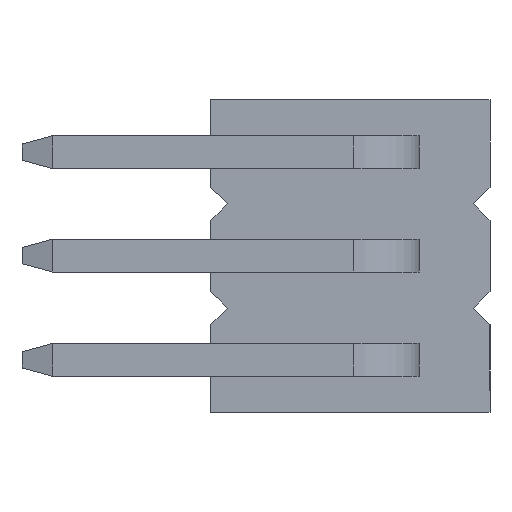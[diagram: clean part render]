
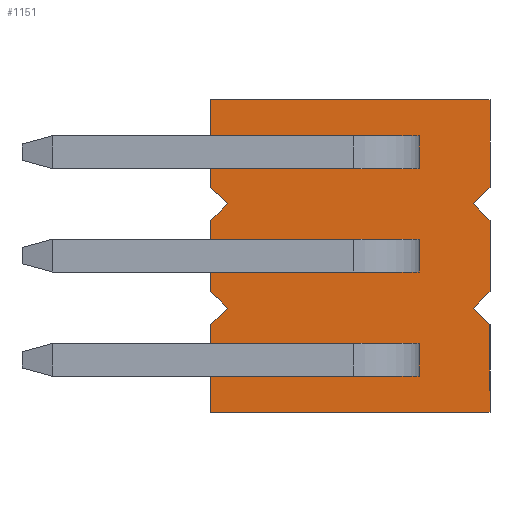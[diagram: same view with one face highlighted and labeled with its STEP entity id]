
A CAD part, front view. The second image highlights one B-rep face of the part: STEP entity #1151.
In plain terms, the highlighted planar face has unit normal (0, -1, 0).
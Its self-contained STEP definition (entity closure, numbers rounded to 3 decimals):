
#8 = VECTOR ( 'NONE', #354, 1000. ) ;
#42 = CARTESIAN_POINT ( 'NONE',  ( 3.4, 0., 0. ) ) ;
#44 = CARTESIAN_POINT ( 'NONE',  ( 1.37, 0., 2.44 ) ) ;
#49 = DIRECTION ( 'NONE',  ( -0.707, 0., -0.707 ) ) ;
#50 = VERTEX_POINT ( 'NONE', #1626 ) ;
#57 = ORIENTED_EDGE ( 'NONE', *, *, #1789, .T. ) ;
#59 = LINE ( 'NONE', #1214, #1808 ) ;
#93 = CARTESIAN_POINT ( 'NONE',  ( 0., 0., 0. ) ) ;
#100 = CARTESIAN_POINT ( 'NONE',  ( 0., 0., 3.81 ) ) ;
#114 = CARTESIAN_POINT ( 'NONE',  ( 0.2, 0., 2.54 ) ) ;
#140 = EDGE_CURVE ( 'NONE', #1682, #1126, #59, .T. ) ;
#147 = CARTESIAN_POINT ( 'NONE',  ( 3.4, 0., 2.74 ) ) ;
#149 = CARTESIAN_POINT ( 'NONE',  ( 3.4, 0., 3.81 ) ) ;
#180 = CARTESIAN_POINT ( 'NONE',  ( 2.87, 0., 0.94 ) ) ;
#181 = CARTESIAN_POINT ( 'NONE',  ( 0., 0., 0. ) ) ;
#188 = ORIENTED_EDGE ( 'NONE', *, *, #840, .T. ) ;
#195 = EDGE_CURVE ( 'NONE', #1005, #1126, #1785, .T. ) ;
#223 = CARTESIAN_POINT ( 'NONE',  ( 0.735, 0., 3.075 ) ) ;
#226 = CARTESIAN_POINT ( 'NONE',  ( 0., 0., 3.81 ) ) ;
#243 = VECTOR ( 'NONE', #49, 1000. ) ;
#253 = EDGE_CURVE ( 'NONE', #334, #892, #1098, .T. ) ;
#264 = CARTESIAN_POINT ( 'NONE',  ( -1.17, 0., 2.64 ) ) ;
#265 = EDGE_CURVE ( 'NONE', #1781, #785, #893, .T. ) ;
#316 = VECTOR ( 'NONE', #1082, 1000. ) ;
#320 = DIRECTION ( 'NONE',  ( 0., 0., -1. ) ) ;
#325 = VERTEX_POINT ( 'NONE', #100 ) ;
#327 = ORIENTED_EDGE ( 'NONE', *, *, #253, .T. ) ;
#334 = VERTEX_POINT ( 'NONE', #849 ) ;
#335 = DIRECTION ( 'NONE',  ( 0., 0., -1. ) ) ;
#348 = CARTESIAN_POINT ( 'NONE',  ( 0., 0., 3.81 ) ) ;
#354 = DIRECTION ( 'NONE',  ( 0.707, 0., 0.707 ) ) ;
#369 = DIRECTION ( 'NONE',  ( 0., 0., -1. ) ) ;
#459 = ORIENTED_EDGE ( 'NONE', *, *, #1763, .T. ) ;
#473 = EDGE_CURVE ( 'NONE', #1030, #1738, #1515, .T. ) ;
#481 = DIRECTION ( 'NONE',  ( 0., 1., 0. ) ) ;
#483 = DIRECTION ( 'NONE',  ( 0.707, 0., 0.707 ) ) ;
#488 = DIRECTION ( 'NONE',  ( 1., 0., 0. ) ) ;
#495 = EDGE_CURVE ( 'NONE', #1030, #1441, #1260, .T. ) ;
#499 = FACE_OUTER_BOUND ( 'NONE', #1498, .T. ) ;
#509 = DIRECTION ( 'NONE',  ( 0., 0., -1. ) ) ;
#519 = VECTOR ( 'NONE', #483, 1000. ) ;
#536 = CARTESIAN_POINT ( 'NONE',  ( 0.965, 0., 4.775 ) ) ;
#564 = ORIENTED_EDGE ( 'NONE', *, *, #265, .T. ) ;
#572 = DIRECTION ( 'NONE',  ( -0.707, 0., 0.707 ) ) ;
#576 = DIRECTION ( 'NONE',  ( -0.707, 0., 0.707 ) ) ;
#602 = ORIENTED_EDGE ( 'NONE', *, *, #140, .F. ) ;
#604 = VECTOR ( 'NONE', #882, 1000. ) ;
#666 = ORIENTED_EDGE ( 'NONE', *, *, #1225, .T. ) ;
#672 = ORIENTED_EDGE ( 'NONE', *, *, #1423, .T. ) ;
#694 = CARTESIAN_POINT ( 'NONE',  ( 0.33, 0., 4.14 ) ) ;
#696 = LINE ( 'NONE', #536, #1472 ) ;
#731 = DIRECTION ( 'NONE',  ( 0., 0., -1. ) ) ;
#736 = EDGE_CURVE ( 'NONE', #1099, #50, #1854, .T. ) ;
#754 = CARTESIAN_POINT ( 'NONE',  ( 0., 0., 3.81 ) ) ;
#764 = PLANE ( 'NONE',  #802 ) ;
#765 = LINE ( 'NONE', #226, #1849 ) ;
#778 = VERTEX_POINT ( 'NONE', #93 ) ;
#782 = CARTESIAN_POINT ( 'NONE',  ( 3.2, 0., 1.27 ) ) ;
#785 = VERTEX_POINT ( 'NONE', #1272 ) ;
#798 = DIRECTION ( 'NONE',  ( 0.707, 0., -0.707 ) ) ;
#800 = CARTESIAN_POINT ( 'NONE',  ( 0., 0., 3.81 ) ) ;
#802 = AXIS2_PLACEMENT_3D ( 'NONE', #1780, #481, #1049 ) ;
#818 = LINE ( 'NONE', #800, #1313 ) ;
#840 = EDGE_CURVE ( 'NONE', #1099, #1005, #696, .T. ) ;
#849 = CARTESIAN_POINT ( 'NONE',  ( 0., 0., 2.74 ) ) ;
#878 = CARTESIAN_POINT ( 'NONE',  ( 3.4, 0., 1.07 ) ) ;
#882 = DIRECTION ( 'NONE',  ( 0., 0., -1. ) ) ;
#892 = VERTEX_POINT ( 'NONE', #114 ) ;
#893 = LINE ( 'NONE', #44, #316 ) ;
#900 = EDGE_CURVE ( 'NONE', #1299, #1781, #1582, .T. ) ;
#947 = VECTOR ( 'NONE', #335, 1000. ) ;
#958 = VECTOR ( 'NONE', #998, 1000. ) ;
#998 = DIRECTION ( 'NONE',  ( 0.707, 0., -0.707 ) ) ;
#1005 = VERTEX_POINT ( 'NONE', #1878 ) ;
#1030 = VERTEX_POINT ( 'NONE', #878 ) ;
#1042 = ORIENTED_EDGE ( 'NONE', *, *, #495, .F. ) ;
#1049 = DIRECTION ( 'NONE',  ( 0., 0., 1. ) ) ;
#1082 = DIRECTION ( 'NONE',  ( -0.707, 0., -0.707 ) ) ;
#1098 = LINE ( 'NONE', #1667, #1418 ) ;
#1099 = VERTEX_POINT ( 'NONE', #1606 ) ;
#1126 = VERTEX_POINT ( 'NONE', #147 ) ;
#1145 = VECTOR ( 'NONE', #576, 1000. ) ;
#1151 = ADVANCED_FACE ( 'NONE', ( #499 ), #764, .F. ) ;
#1193 = ORIENTED_EDGE ( 'NONE', *, *, #736, .F. ) ;
#1200 = ORIENTED_EDGE ( 'NONE', *, *, #1374, .F. ) ;
#1214 = CARTESIAN_POINT ( 'NONE',  ( 3.4, 0., 3.81 ) ) ;
#1225 = EDGE_CURVE ( 'NONE', #778, #1441, #1558, .T. ) ;
#1231 = CARTESIAN_POINT ( 'NONE',  ( 2.235, 0., 1.575 ) ) ;
#1260 = LINE ( 'NONE', #1297, #1604 ) ;
#1272 = CARTESIAN_POINT ( 'NONE',  ( 0., 0., 1.07 ) ) ;
#1278 = VECTOR ( 'NONE', #1336, 1000. ) ;
#1297 = CARTESIAN_POINT ( 'NONE',  ( 3.4, 0., 3.81 ) ) ;
#1299 = VERTEX_POINT ( 'NONE', #1654 ) ;
#1313 = VECTOR ( 'NONE', #509, 1000. ) ;
#1334 = LINE ( 'NONE', #180, #519 ) ;
#1336 = DIRECTION ( 'NONE',  ( 1., 0., 0. ) ) ;
#1374 = EDGE_CURVE ( 'NONE', #325, #1682, #765, .T. ) ;
#1418 = VECTOR ( 'NONE', #798, 1000. ) ;
#1423 = EDGE_CURVE ( 'NONE', #892, #1687, #1631, .T. ) ;
#1441 = VERTEX_POINT ( 'NONE', #42 ) ;
#1449 = ORIENTED_EDGE ( 'NONE', *, *, #1844, .T. ) ;
#1472 = VECTOR ( 'NONE', #572, 1000. ) ;
#1497 = CARTESIAN_POINT ( 'NONE',  ( 0.2, 0., 1.27 ) ) ;
#1498 = EDGE_LOOP ( 'NONE', ( #188, #1722, #602, #1200, #1449, #327, #672, #57, #1866, #564, #1578, #666, #1042, #1698, #459, #1193 ) ) ;
#1515 = LINE ( 'NONE', #694, #1145 ) ;
#1547 = CARTESIAN_POINT ( 'NONE',  ( 3.4, 0., 3.81 ) ) ;
#1558 = LINE ( 'NONE', #181, #1278 ) ;
#1578 = ORIENTED_EDGE ( 'NONE', *, *, #1726, .T. ) ;
#1582 = LINE ( 'NONE', #264, #958 ) ;
#1592 = CARTESIAN_POINT ( 'NONE',  ( 0., 0., 2.34 ) ) ;
#1604 = VECTOR ( 'NONE', #731, 1000. ) ;
#1606 = CARTESIAN_POINT ( 'NONE',  ( 3.4, 0., 2.34 ) ) ;
#1626 = CARTESIAN_POINT ( 'NONE',  ( 3.4, 0., 1.47 ) ) ;
#1631 = LINE ( 'NONE', #223, #243 ) ;
#1654 = CARTESIAN_POINT ( 'NONE',  ( 0., 0., 1.47 ) ) ;
#1667 = CARTESIAN_POINT ( 'NONE',  ( -0.535, 0., 3.275 ) ) ;
#1682 = VERTEX_POINT ( 'NONE', #149 ) ;
#1687 = VERTEX_POINT ( 'NONE', #1592 ) ;
#1698 = ORIENTED_EDGE ( 'NONE', *, *, #473, .T. ) ;
#1713 = LINE ( 'NONE', #348, #947 ) ;
#1722 = ORIENTED_EDGE ( 'NONE', *, *, #195, .T. ) ;
#1726 = EDGE_CURVE ( 'NONE', #785, #778, #1754, .T. ) ;
#1738 = VERTEX_POINT ( 'NONE', #782 ) ;
#1754 = LINE ( 'NONE', #754, #604 ) ;
#1763 = EDGE_CURVE ( 'NONE', #1738, #50, #1334, .T. ) ;
#1780 = CARTESIAN_POINT ( 'NONE',  ( 0., 0., 3.81 ) ) ;
#1781 = VERTEX_POINT ( 'NONE', #1497 ) ;
#1782 = VECTOR ( 'NONE', #369, 1000. ) ;
#1785 = LINE ( 'NONE', #1231, #8 ) ;
#1789 = EDGE_CURVE ( 'NONE', #1687, #1299, #1713, .T. ) ;
#1808 = VECTOR ( 'NONE', #320, 1000. ) ;
#1844 = EDGE_CURVE ( 'NONE', #325, #334, #818, .T. ) ;
#1849 = VECTOR ( 'NONE', #488, 1000. ) ;
#1854 = LINE ( 'NONE', #1547, #1782 ) ;
#1866 = ORIENTED_EDGE ( 'NONE', *, *, #900, .T. ) ;
#1878 = CARTESIAN_POINT ( 'NONE',  ( 3.2, 0., 2.54 ) ) ;
